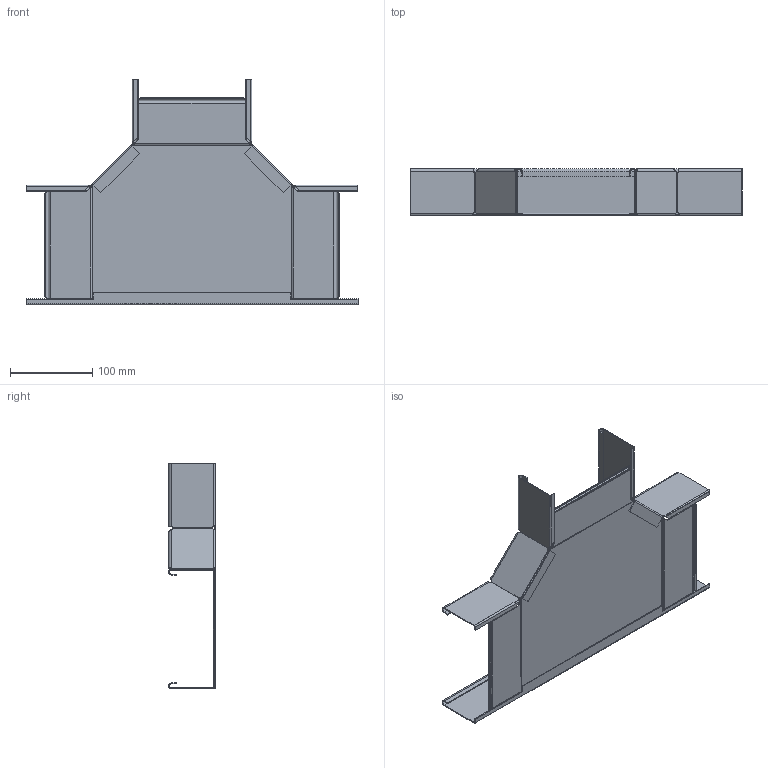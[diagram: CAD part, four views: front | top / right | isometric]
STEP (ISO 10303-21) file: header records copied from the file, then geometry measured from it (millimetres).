
FILE_DESCRIPTION (( 'STEP AP214' ), '1' );
FILE_NAME ('6038102.STEP', '2024-11-05T10:19:21', ( '' ), ( '' ), 'SwSTEP 2.0', 'SolidWorks 2022', '' );
FILE_SCHEMA (( 'AUTOMOTIVE_DESIGN' ));
Length unit declared in the file: millimetre
Products named in the file (4): 167655_60x90°; 172093_150; 172072_150; 6038102
Assembly tree (4 placements, depth 2):
  6038102
    172072_150
    167655_60x90°  x2
    172093_150
Bounding box: 404 x 57 x 274.99 mm (x, y, z)
Volume: 133535 mm3; surface area: 271597.9 mm2
Topology: 4 solids, 4 shells, 280 faces, 624 edges, 352 vertices
Faces by surface type: plane 176, cylinder 88, bspline 16
Entity records: 6296 total; most frequent: CARTESIAN_POINT 1545, ORIENTED_EDGE 908, DIRECTION 848, EDGE_CURVE 454, VECTOR 290, LINE 290, AXIS2_PLACEMENT_3D 279, VERTEX_POINT 260
